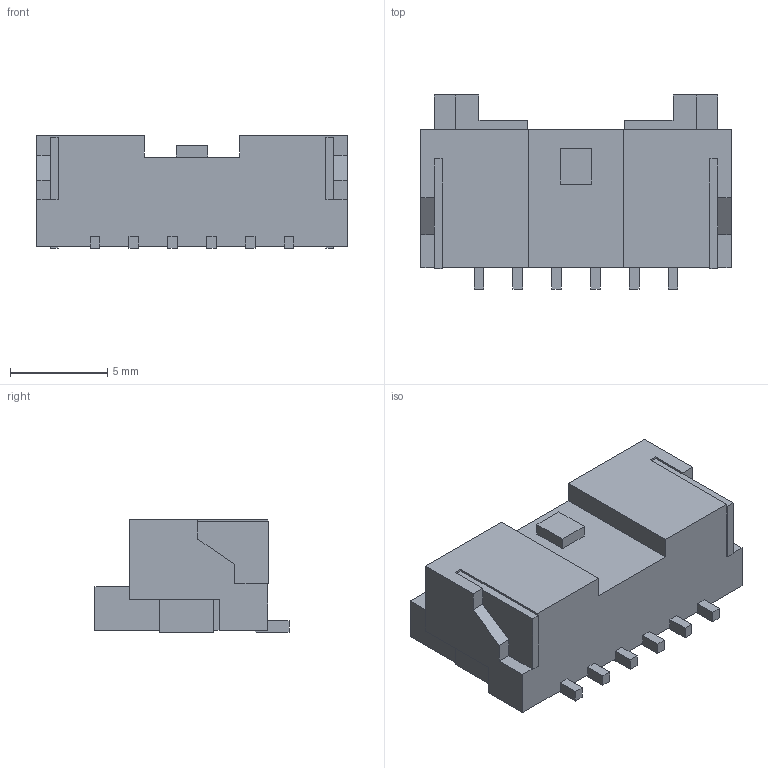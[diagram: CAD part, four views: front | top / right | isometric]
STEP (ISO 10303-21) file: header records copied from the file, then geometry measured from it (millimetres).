
FILE_DESCRIPTION(('HOOPS Exchange Step'),'2;1');
FILE_NAME('faf22c976d4a39cc65dd6e28409c233120201027-1-1eoz50n.SLDPRT.step','2020-10-27T18:44:31+00:00',('root'),('Unknown organisation'),'HOOPS Exchange 2019.0','HOOPS Exchange','Unknown authorisation');
FILE_SCHEMA( ('AUTOMOTIVE_DESIGN { 1 0 10303 214 1 1 1 1 }') );
Length unit declared in the file: millimetre
Products named in the file (2): Default; faf22c976d4a39cc65dd6e28409c233120201027-1-1eoz50n
Assembly tree (1 placements, depth 2):
  faf22c976d4a39cc65dd6e28409c233120201027-1-1eoz50n
    Default
Bounding box: 16 x 10 x 5.8 mm (x, y, z)
Volume: 455.5 mm3; surface area: 741.8 mm2
Topology: 1 solids, 1 shells, 151 faces, 420 edges, 278 vertices
Faces by surface type: plane 151
Entity records: 4845 total; most frequent: CARTESIAN_POINT 852, ORIENTED_EDGE 840, DIRECTION 728, VECTOR 420, LINE 420, EDGE_CURVE 420, VERTEX_POINT 278, EDGE_LOOP 158
